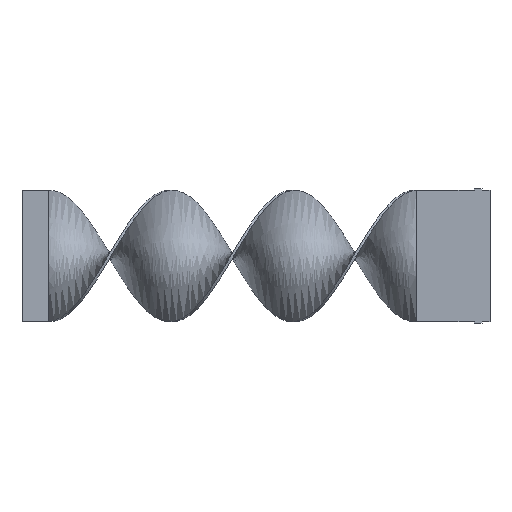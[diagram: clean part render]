
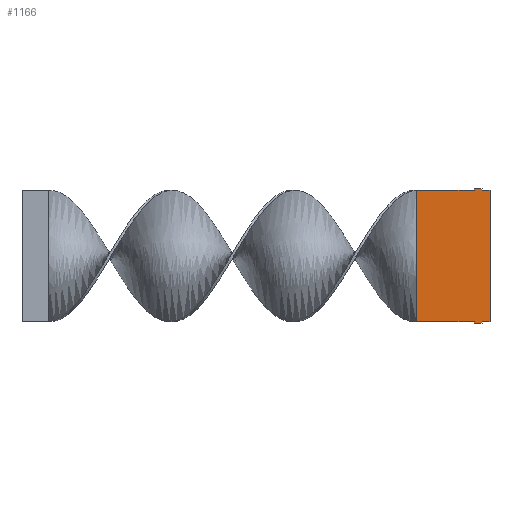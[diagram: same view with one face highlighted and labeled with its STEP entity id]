
A CAD part, top view. The second image highlights one B-rep face of the part: STEP entity #1166.
In plain terms, the highlighted planar face has unit normal (0, 0, 1).
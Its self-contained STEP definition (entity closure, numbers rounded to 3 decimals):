
#7 = ORIENTED_EDGE ( 'NONE', *, *, #1446, .T. ) ;
#13 = DIRECTION ( 'NONE',  ( 0., 0., 1. ) ) ;
#31 = DIRECTION ( 'NONE',  ( 0., -1., 0. ) ) ;
#69 = VECTOR ( 'NONE', #1115, 1000. ) ;
#86 = CARTESIAN_POINT ( 'NONE',  ( -3., 12.5, 0.5 ) ) ;
#107 = CARTESIAN_POINT ( 'NONE',  ( -14., 12.5, 0.5 ) ) ;
#114 = ORIENTED_EDGE ( 'NONE', *, *, #1146, .T. ) ;
#127 = VERTEX_POINT ( 'NONE', #908 ) ;
#131 = LINE ( 'NONE', #262, #676 ) ;
#140 = FACE_OUTER_BOUND ( 'NONE', #361, .T. ) ;
#147 = CARTESIAN_POINT ( 'NONE',  ( 0., -12.5, 0.5 ) ) ;
#149 = CARTESIAN_POINT ( 'NONE',  ( 0., 12.5, 0.5 ) ) ;
#197 = VECTOR ( 'NONE', #31, 1000. ) ;
#219 = ORIENTED_EDGE ( 'NONE', *, *, #585, .F. ) ;
#229 = ORIENTED_EDGE ( 'NONE', *, *, #634, .F. ) ;
#236 = LINE ( 'NONE', #107, #69 ) ;
#244 = VERTEX_POINT ( 'NONE', #147 ) ;
#247 = CARTESIAN_POINT ( 'NONE',  ( -14., 12.5, 0.5 ) ) ;
#261 = CARTESIAN_POINT ( 'NONE',  ( -3., -12.8, 0.5 ) ) ;
#262 = CARTESIAN_POINT ( 'NONE',  ( 0., 12.5, 0.5 ) ) ;
#271 = CARTESIAN_POINT ( 'NONE',  ( -3., 12.8, 0.5 ) ) ;
#314 = DIRECTION ( 'NONE',  ( 0., -1., 0. ) ) ;
#335 = VECTOR ( 'NONE', #314, 1000. ) ;
#354 = EDGE_CURVE ( 'NONE', #606, #909, #784, .T. ) ;
#361 = EDGE_LOOP ( 'NONE', ( #947, #1434, #114, #1249, #7, #1096, #1613, #620, #219, #1527, #376, #229 ) ) ;
#367 = VECTOR ( 'NONE', #1288, 1000. ) ;
#374 = DIRECTION ( 'NONE',  ( -1., 0., 0. ) ) ;
#376 = ORIENTED_EDGE ( 'NONE', *, *, #849, .F. ) ;
#381 = CARTESIAN_POINT ( 'NONE',  ( -3., -12.5, 0.5 ) ) ;
#435 = CARTESIAN_POINT ( 'NONE',  ( -3., -12.8, 0.5 ) ) ;
#449 = EDGE_CURVE ( 'NONE', #244, #1121, #1048, .T. ) ;
#454 = LINE ( 'NONE', #819, #475 ) ;
#464 = DIRECTION ( 'NONE',  ( -1., 0., 0. ) ) ;
#475 = VECTOR ( 'NONE', #464, 1000. ) ;
#491 = VERTEX_POINT ( 'NONE', #1199 ) ;
#556 = DIRECTION ( 'NONE',  ( -1., 0., 0. ) ) ;
#557 = DIRECTION ( 'NONE',  ( -1., 0., 0. ) ) ;
#559 = DIRECTION ( 'NONE',  ( 0., 1., 0. ) ) ;
#574 = VECTOR ( 'NONE', #557, 1000. ) ;
#585 = EDGE_CURVE ( 'NONE', #909, #985, #454, .T. ) ;
#600 = VECTOR ( 'NONE', #1458, 1000. ) ;
#606 = VERTEX_POINT ( 'NONE', #435 ) ;
#614 = EDGE_CURVE ( 'NONE', #244, #1079, #917, .T. ) ;
#620 = ORIENTED_EDGE ( 'NONE', *, *, #699, .T. ) ;
#634 = EDGE_CURVE ( 'NONE', #1079, #1354, #639, .T. ) ;
#639 = LINE ( 'NONE', #648, #335 ) ;
#645 = EDGE_CURVE ( 'NONE', #127, #1228, #1451, .T. ) ;
#648 = CARTESIAN_POINT ( 'NONE',  ( -1.5, -12.5, 0.5 ) ) ;
#649 = CARTESIAN_POINT ( 'NONE',  ( 0., 0., 0.5 ) ) ;
#655 = CARTESIAN_POINT ( 'NONE',  ( -1.5, 12.8, 0.5 ) ) ;
#657 = CARTESIAN_POINT ( 'NONE',  ( -14., -12.5, 0.5 ) ) ;
#676 = VECTOR ( 'NONE', #374, 1000. ) ;
#684 = EDGE_CURVE ( 'NONE', #1285, #1317, #1594, .T. ) ;
#699 = EDGE_CURVE ( 'NONE', #1228, #985, #236, .T. ) ;
#784 = LINE ( 'NONE', #261, #367 ) ;
#796 = CARTESIAN_POINT ( 'NONE',  ( -1.5, -12.8, 0.5 ) ) ;
#819 = CARTESIAN_POINT ( 'NONE',  ( -3., -12.5, 0.5 ) ) ;
#826 = DIRECTION ( 'NONE',  ( -1., 0., 0. ) ) ;
#849 = EDGE_CURVE ( 'NONE', #1354, #606, #1579, .T. ) ;
#853 = CARTESIAN_POINT ( 'NONE',  ( -1.5, 12.5, 0.5 ) ) ;
#908 = CARTESIAN_POINT ( 'NONE',  ( -3., 12.5, 0.5 ) ) ;
#909 = VERTEX_POINT ( 'NONE', #381 ) ;
#917 = LINE ( 'NONE', #1416, #574 ) ;
#947 = ORIENTED_EDGE ( 'NONE', *, *, #614, .F. ) ;
#985 = VERTEX_POINT ( 'NONE', #657 ) ;
#986 = AXIS2_PLACEMENT_3D ( 'NONE', #649, #13, #995 ) ;
#995 = DIRECTION ( 'NONE',  ( 1., 0., 0. ) ) ;
#1044 = EDGE_CURVE ( 'NONE', #491, #127, #1157, .T. ) ;
#1048 = LINE ( 'NONE', #1449, #1071 ) ;
#1071 = VECTOR ( 'NONE', #559, 1000. ) ;
#1079 = VERTEX_POINT ( 'NONE', #1616 ) ;
#1096 = ORIENTED_EDGE ( 'NONE', *, *, #1044, .T. ) ;
#1115 = DIRECTION ( 'NONE',  ( 0., -1., 0. ) ) ;
#1121 = VERTEX_POINT ( 'NONE', #149 ) ;
#1146 = EDGE_CURVE ( 'NONE', #1121, #1285, #131, .T. ) ;
#1157 = LINE ( 'NONE', #271, #197 ) ;
#1166 = ADVANCED_FACE ( 'NONE', ( #140 ), #1365, .T. ) ;
#1199 = CARTESIAN_POINT ( 'NONE',  ( -3., 12.8, 0.5 ) ) ;
#1203 = VECTOR ( 'NONE', #556, 1000. ) ;
#1228 = VERTEX_POINT ( 'NONE', #247 ) ;
#1249 = ORIENTED_EDGE ( 'NONE', *, *, #684, .T. ) ;
#1285 = VERTEX_POINT ( 'NONE', #1432 ) ;
#1288 = DIRECTION ( 'NONE',  ( 0., 1., 0. ) ) ;
#1317 = VERTEX_POINT ( 'NONE', #655 ) ;
#1324 = CARTESIAN_POINT ( 'NONE',  ( -1.5, 12.8, 0.5 ) ) ;
#1354 = VERTEX_POINT ( 'NONE', #796 ) ;
#1365 = PLANE ( 'NONE',  #986 ) ;
#1377 = VECTOR ( 'NONE', #1564, 1000. ) ;
#1416 = CARTESIAN_POINT ( 'NONE',  ( 0., -12.5, 0.5 ) ) ;
#1432 = CARTESIAN_POINT ( 'NONE',  ( -1.5, 12.5, 0.5 ) ) ;
#1434 = ORIENTED_EDGE ( 'NONE', *, *, #449, .T. ) ;
#1446 = EDGE_CURVE ( 'NONE', #1317, #491, #1563, .T. ) ;
#1449 = CARTESIAN_POINT ( 'NONE',  ( 0., -12.5, 0.5 ) ) ;
#1451 = LINE ( 'NONE', #86, #600 ) ;
#1458 = DIRECTION ( 'NONE',  ( -1., 0., 0. ) ) ;
#1527 = ORIENTED_EDGE ( 'NONE', *, *, #354, .F. ) ;
#1530 = VECTOR ( 'NONE', #826, 1000. ) ;
#1563 = LINE ( 'NONE', #1324, #1203 ) ;
#1564 = DIRECTION ( 'NONE',  ( 0., 1., 0. ) ) ;
#1579 = LINE ( 'NONE', #1608, #1530 ) ;
#1594 = LINE ( 'NONE', #853, #1377 ) ;
#1608 = CARTESIAN_POINT ( 'NONE',  ( -1.5, -12.8, 0.5 ) ) ;
#1613 = ORIENTED_EDGE ( 'NONE', *, *, #645, .T. ) ;
#1616 = CARTESIAN_POINT ( 'NONE',  ( -1.5, -12.5, 0.5 ) ) ;
